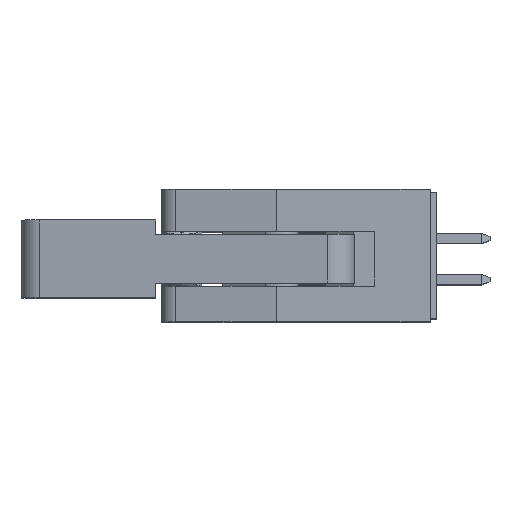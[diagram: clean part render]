
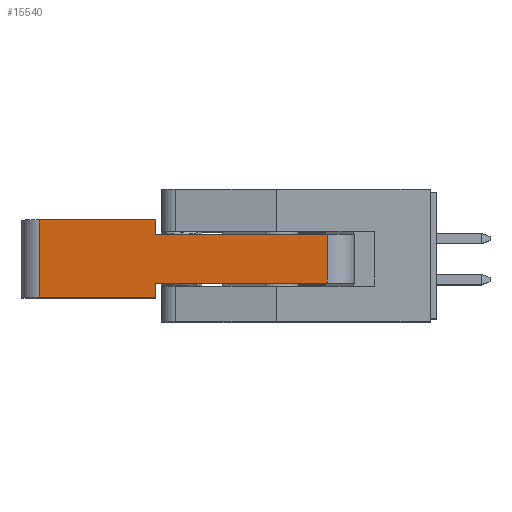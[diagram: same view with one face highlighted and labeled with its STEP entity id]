
A CAD part, top view. The second image highlights one B-rep face of the part: STEP entity #15540.
In plain terms, the highlighted planar face has unit normal (-0.104, 0, 0.995).
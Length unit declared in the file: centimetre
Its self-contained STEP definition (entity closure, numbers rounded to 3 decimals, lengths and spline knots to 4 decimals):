
#888=FACE_OUTER_BOUND('',#1731,.T.);
#1731=EDGE_LOOP('',(#12982,#12983,#12984,#12985,#12986,#12987,#12988,#12989));
#3590=LINE('',#24306,#5532);
#3615=LINE('',#24359,#5557);
#3644=LINE('',#24422,#5586);
#3645=LINE('',#24425,#5587);
#3648=LINE('',#24430,#5590);
#3649=LINE('',#24432,#5591);
#3650=LINE('',#24434,#5592);
#3651=LINE('',#24435,#5593);
#5532=VECTOR('',#19871,1.0648);
#5557=VECTOR('',#19906,1.0648);
#5586=VECTOR('',#19951,0.09);
#5587=VECTOR('',#19954,0.09);
#5590=VECTOR('',#19959,0.3);
#5591=VECTOR('',#19960,0.7243);
#5592=VECTOR('',#19961,0.48);
#5593=VECTOR('',#19962,0.7243);
#6969=VERTEX_POINT('',#24303);
#6970=VERTEX_POINT('',#24305);
#6992=VERTEX_POINT('',#24357);
#6993=VERTEX_POINT('',#24358);
#7019=VERTEX_POINT('',#24420);
#7020=VERTEX_POINT('',#24424);
#7022=VERTEX_POINT('',#24431);
#7023=VERTEX_POINT('',#24433);
#8969=EDGE_CURVE('',#6969,#6970,#3590,.T.);
#8995=EDGE_CURVE('',#6992,#6993,#3615,.T.);
#9026=EDGE_CURVE('',#7019,#6993,#3644,.T.);
#9027=EDGE_CURVE('',#6970,#7020,#3645,.T.);
#9030=EDGE_CURVE('',#6992,#6969,#3648,.T.);
#9031=EDGE_CURVE('',#7019,#7022,#3649,.T.);
#9032=EDGE_CURVE('',#7022,#7023,#3650,.T.);
#9033=EDGE_CURVE('',#7020,#7023,#3651,.T.);
#12982=ORIENTED_EDGE('',*,*,#9030,.F.);
#12983=ORIENTED_EDGE('',*,*,#8995,.T.);
#12984=ORIENTED_EDGE('',*,*,#9026,.F.);
#12985=ORIENTED_EDGE('',*,*,#9031,.T.);
#12986=ORIENTED_EDGE('',*,*,#9032,.T.);
#12987=ORIENTED_EDGE('',*,*,#9033,.F.);
#12988=ORIENTED_EDGE('',*,*,#9027,.F.);
#12989=ORIENTED_EDGE('',*,*,#8969,.F.);
#13967=PLANE('',#16415);
#15540=ADVANCED_FACE('',(#888),#13967,.T.);
#16415=AXIS2_PLACEMENT_3D('',#24429,#19957,#19958);
#19871=DIRECTION('',(-0.995,0.,-0.105));
#19906=DIRECTION('',(-0.995,0.,-0.105));
#19951=DIRECTION('',(0.,-1.,0.));
#19954=DIRECTION('',(0.,-1.,0.));
#19957=DIRECTION('center_axis',(-0.105,0.,
0.995));
#19958=DIRECTION('ref_axis',(-0.995,0.,-0.105));
#19959=DIRECTION('',(0.,-1.,0.));
#19960=DIRECTION('',(-0.995,0.,-0.105));
#19961=DIRECTION('',(0.,-1.,0.));
#19962=DIRECTION('',(-0.995,0.,-0.105));
#24303=CARTESIAN_POINT('',(-3.2541,-2.6661,7.276));
#24305=CARTESIAN_POINT('',(-4.313,-2.6661,7.1647));
#24306=CARTESIAN_POINT('',(-3.2541,-2.6661,7.276));
#24357=CARTESIAN_POINT('',(-3.2541,-2.3661,7.276));
#24358=CARTESIAN_POINT('',(-4.313,-2.3661,7.1647));
#24359=CARTESIAN_POINT('',(-3.2541,-2.3661,7.276));
#24420=CARTESIAN_POINT('',(-4.313,-2.2761,7.1647));
#24422=CARTESIAN_POINT('',(-4.313,-2.2761,7.1647));
#24424=CARTESIAN_POINT('',(-4.313,-2.7561,7.1647));
#24425=CARTESIAN_POINT('',(-4.313,-2.2761,7.1647));
#24429=CARTESIAN_POINT('Origin',(-3.2541,-2.3661,7.276));
#24430=CARTESIAN_POINT('',(-3.2541,-2.3661,7.276));
#24431=CARTESIAN_POINT('',(-5.0334,-2.2761,7.089));
#24432=CARTESIAN_POINT('',(-4.2408,-2.2761,7.1723));
#24433=CARTESIAN_POINT('',(-5.0334,-2.7561,7.089));
#24434=CARTESIAN_POINT('',(-5.0334,-2.2761,7.089));
#24435=CARTESIAN_POINT('',(-4.2408,-2.7561,7.1723));
